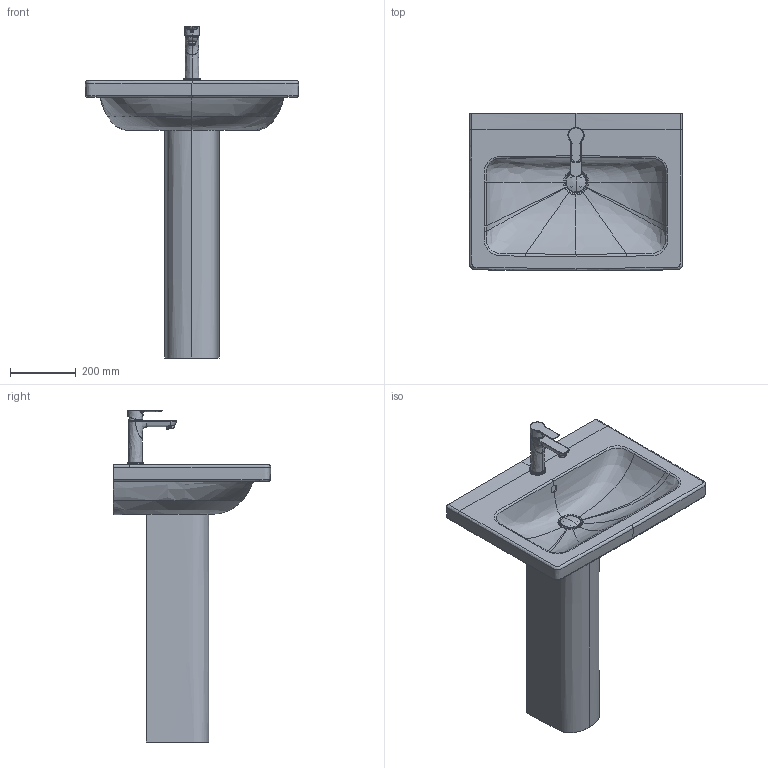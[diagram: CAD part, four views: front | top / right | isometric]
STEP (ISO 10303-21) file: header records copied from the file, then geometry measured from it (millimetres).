
FILE_DESCRIPTION(/* description */ (''),/* implementation_level */ '2;1');
FILE_NAME(/* name */ '239965_0866010000',/* time_stamp */ '2024-08-05T14:17:30+02:00',/* author */ (''),/* organization */ (''),/* preprocessor_version */ 'ST-DEVELOPER v15',/* originating_system */ '',/* authorisation */ '');
FILE_SCHEMA (('AUTOMOTIVE_DESIGN'));
Length unit declared in the file: millimetre
Products named in the file (1): Document
Bounding box: 650.29 x 480.19 x 1012.87 mm (x, y, z)
Volume: 16151207.9 mm3; surface area: 1918832.5 mm2
Topology: 5 solids, 109 shells, 531 faces, 1534 edges, 1107 vertices
Faces by surface type: bspline 440, plane 91
Entity records: 126734 total; most frequent: CARTESIAN_POINT 118050, ORIENTED_EDGE 2519, EDGE_CURVE 1514, VERTEX_POINT 1104, B_SPLINE_CURVE_WITH_KNOTS 1054, EDGE_LOOP 562, ADVANCED_FACE 529, FACE_OUTER_BOUND 529
